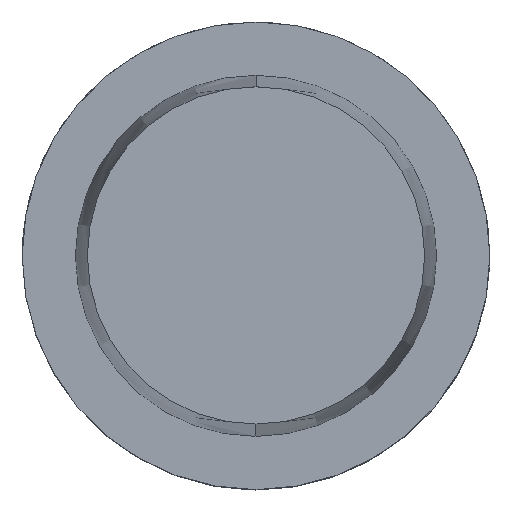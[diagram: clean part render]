
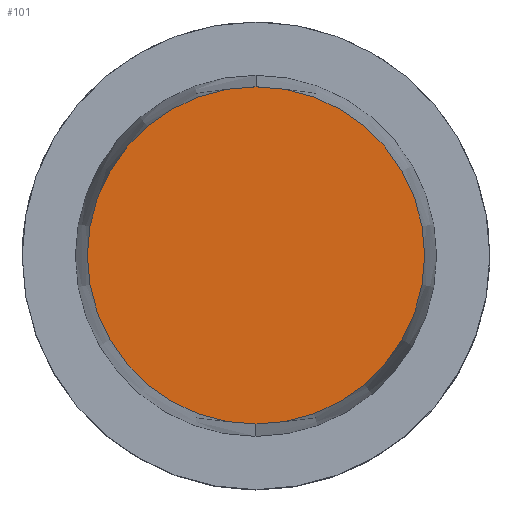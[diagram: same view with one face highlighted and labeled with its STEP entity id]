
A CAD part, top view. The second image highlights one B-rep face of the part: STEP entity #101.
In plain terms, the highlighted planar face has unit normal (0, 0, 1).
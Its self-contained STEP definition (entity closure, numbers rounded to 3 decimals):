
#61=FACE_OUTER_BOUND('',#157,.T.);
#101=ADVANCED_FACE('',(#61),#109,.F.);
#109=PLANE('',#390);
#157=EDGE_LOOP('',(#222,#223));
#222=ORIENTED_EDGE('',*,*,#292,.T.);
#223=ORIENTED_EDGE('',*,*,#293,.T.);
#258=VERTEX_POINT('',#583);
#259=VERTEX_POINT('',#584);
#292=EDGE_CURVE('',#258,#259,#320,.T.);
#293=EDGE_CURVE('',#259,#258,#321,.T.);
#320=CIRCLE('',#388,22.717);
#321=CIRCLE('',#389,22.717);
#388=AXIS2_PLACEMENT_3D('',#582,#491,#492);
#389=AXIS2_PLACEMENT_3D('',#585,#493,#494);
#390=AXIS2_PLACEMENT_3D('',#586,#495,#496);
#491=DIRECTION('',(0.,0.,1.));
#492=DIRECTION('',(-1.,0.,0.));
#493=DIRECTION('',(0.,0.,1.));
#494=DIRECTION('',(-1.,0.,0.));
#495=DIRECTION('',(0.,0.,-1.));
#496=DIRECTION('',(0.,-1.,0.));
#582=CARTESIAN_POINT('',(0.,0.,32.));
#583=CARTESIAN_POINT('',(0.,22.717,32.));
#584=CARTESIAN_POINT('',(0.,-22.717,32.));
#585=CARTESIAN_POINT('',(0.,0.,32.));
#586=CARTESIAN_POINT('',(0.,0.,32.));
